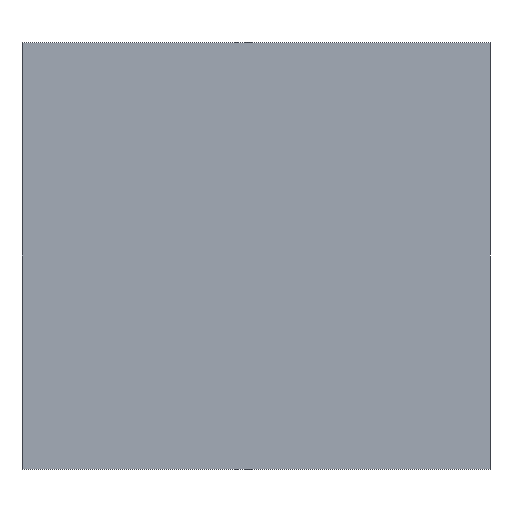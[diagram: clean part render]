
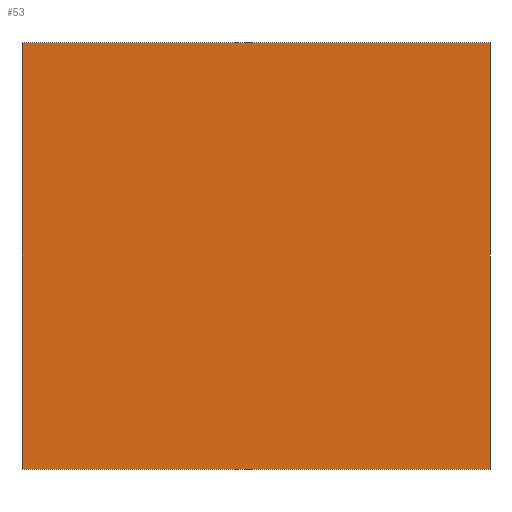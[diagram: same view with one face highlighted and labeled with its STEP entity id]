
A CAD part, front view. The second image highlights one B-rep face of the part: STEP entity #53.
In plain terms, the highlighted planar face has unit normal (0, -1, 0).
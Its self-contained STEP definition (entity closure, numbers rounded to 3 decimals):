
#53 = ADVANCED_FACE ( 'NONE', ( #484 ), #644, .T. ) ;
#484 = FACE_OUTER_BOUND ( 'NONE', #1975, .T. ) ;
#644 = PLANE ( 'NONE',  #1692 ) ;
#647 = CARTESIAN_POINT ( 'NONE',  ( 0., 0., -12.25 ) ) ;
#652 = DIRECTION ( 'NONE',  ( 0., -1., 0. ) ) ;
#653 = DIRECTION ( 'NONE',  ( 0., 0., -1. ) ) ;
#1309 = LINE ( 'NONE', #2281, #1356 ) ;
#1354 = LINE ( 'NONE', #2292, #1355 ) ;
#1355 = VECTOR ( 'NONE', #2293, 1000. ) ;
#1356 = VECTOR ( 'NONE', #2295, 1000. ) ;
#1362 = LINE ( 'NONE', #2300, #1363 ) ;
#1363 = VECTOR ( 'NONE', #2301, 1000. ) ;
#1368 = LINE ( 'NONE', #2309, #1369 ) ;
#1369 = VECTOR ( 'NONE', #2310, 1000. ) ;
#1546 = EDGE_CURVE ( 'NONE', #2083, #2080, #1354, .T. ) ;
#1547 = EDGE_CURVE ( 'NONE', #2082, #2083, #1309, .T. ) ;
#1550 = EDGE_CURVE ( 'NONE', #2081, #2082, #1362, .T. ) ;
#1554 = EDGE_CURVE ( 'NONE', #2080, #2081, #1368, .T. ) ;
#1692 = AXIS2_PLACEMENT_3D ( 'NONE', #647, #652, #653 ) ;
#1755 = ORIENTED_EDGE ( 'NONE', *, *, #1554, .F. ) ;
#1756 = ORIENTED_EDGE ( 'NONE', *, *, #1546, .F. ) ;
#1757 = ORIENTED_EDGE ( 'NONE', *, *, #1547, .F. ) ;
#1758 = ORIENTED_EDGE ( 'NONE', *, *, #1550, .F. ) ;
#1975 = EDGE_LOOP ( 'NONE', ( #1755, #1756, #1757, #1758 ) ) ;
#2080 = VERTEX_POINT ( 'NONE', #2400 ) ;
#2081 = VERTEX_POINT ( 'NONE', #2401 ) ;
#2082 = VERTEX_POINT ( 'NONE', #2402 ) ;
#2083 = VERTEX_POINT ( 'NONE', #2403 ) ;
#2281 = CARTESIAN_POINT ( 'NONE',  ( 13.45, 0., 0. ) ) ;
#2292 = CARTESIAN_POINT ( 'NONE',  ( 0., 0., -12.25 ) ) ;
#2293 = DIRECTION ( 'NONE',  ( -1., 0., 0. ) ) ;
#2295 = DIRECTION ( 'NONE',  ( 0., 0., -1. ) ) ;
#2300 = CARTESIAN_POINT ( 'NONE',  ( 0., 0., 0. ) ) ;
#2301 = DIRECTION ( 'NONE',  ( 1., 0., 0. ) ) ;
#2309 = CARTESIAN_POINT ( 'NONE',  ( 0., 0., 0. ) ) ;
#2310 = DIRECTION ( 'NONE',  ( 0., 0., 1. ) ) ;
#2400 = CARTESIAN_POINT ( 'NONE',  ( 0., 0., -12.25 ) ) ;
#2401 = CARTESIAN_POINT ( 'NONE',  ( 0., 0., 0. ) ) ;
#2402 = CARTESIAN_POINT ( 'NONE',  ( 13.45, 0., 0. ) ) ;
#2403 = CARTESIAN_POINT ( 'NONE',  ( 13.45, 0., -12.25 ) ) ;
